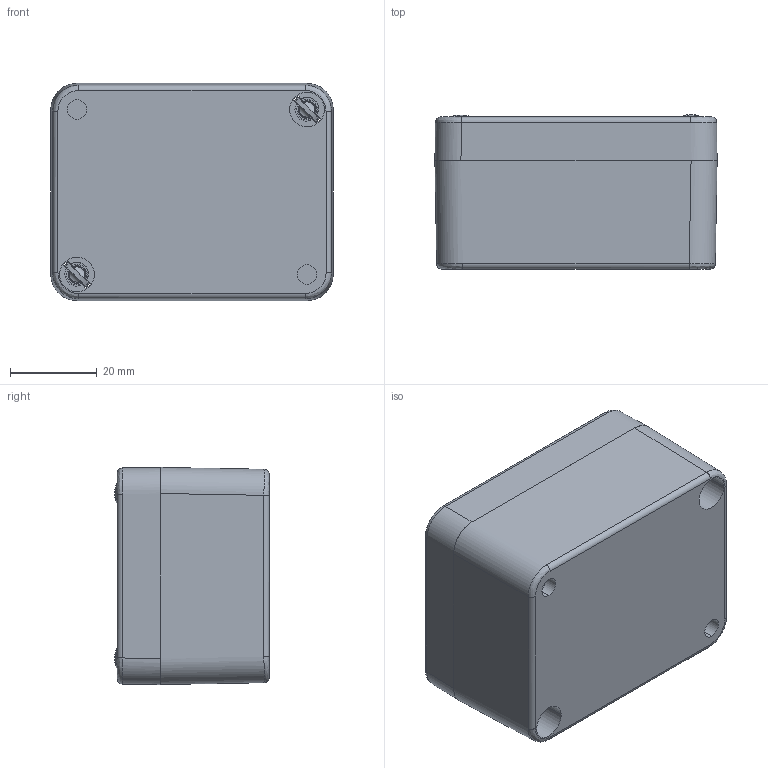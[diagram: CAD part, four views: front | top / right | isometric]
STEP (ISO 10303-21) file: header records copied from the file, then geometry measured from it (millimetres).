
FILE_DESCRIPTION (( 'STEP AP214' ), '1' );
FILE_NAME ('2366-0605-03-00.step', '2023-11-08T07:13:58', ( '' ), ( '' ), 'SwSTEP 2.0', 'SolidWorks 2019', '' );
FILE_SCHEMA (( 'AUTOMOTIVE_DESIGN' ));
Length unit declared in the file: millimetre
Products named in the file (5): 2366-0605-03-00; Deckelschraube_3,5x11; Unterteil^2366-0605-03-00; Deckel^2366-0605-03-00
Assembly tree (5 placements, depth 3):
  2366-0605-03-00
    2366-0605-03-00
      Deckelschraube_3,5x11  x2
      Unterteil^2366-0605-03-00
      Deckel^2366-0605-03-00
Bounding box: 65 x 35.52 x 50 mm (x, y, z)
Volume: 36085.5 mm3; surface area: 32291.8 mm2
Topology: 6 solids, 6 shells, 379 faces, 976 edges, 626 vertices
Faces by surface type: plane 165, cylinder 126, cone 46, bspline 28, torus 10, sphere 4
Entity records: 14605 total; most frequent: CARTESIAN_POINT 6040, ORIENTED_EDGE 1624, DIRECTION 1587, EDGE_CURVE 812, AXIS2_PLACEMENT_3D 575, VERTEX_POINT 525, LINE 437, VECTOR 437
